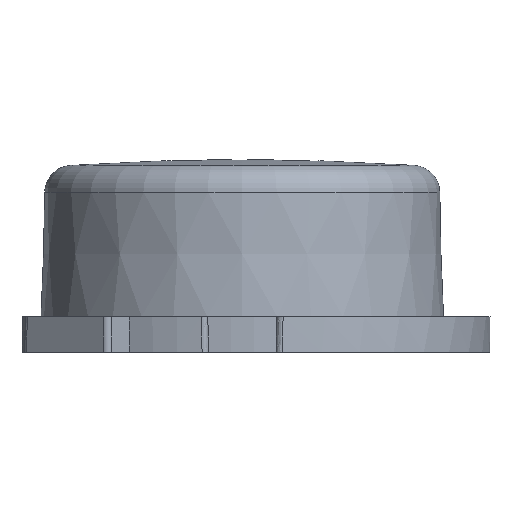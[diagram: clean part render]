
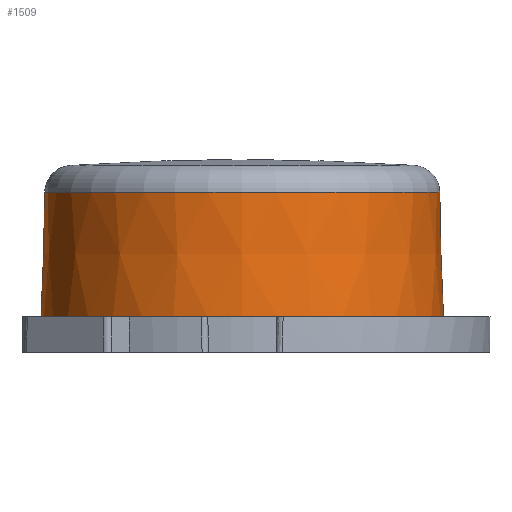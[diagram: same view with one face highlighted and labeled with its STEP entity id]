
A CAD part, left-side view. The second image highlights one B-rep face of the part: STEP entity #1509.
In plain terms, the highlighted conical face has half-angle 1.7 degrees and reference radius 3.675 mm.
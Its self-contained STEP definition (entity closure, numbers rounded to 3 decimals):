
#41=CONICAL_SURFACE('',#1657,3.675,0.03);
#65=CIRCLE('',#1592,3.656);
#100=CIRCLE('',#1658,3.589);
#101=CIRCLE('',#1659,3.589);
#164=LINE('',#2712,#213);
#213=VECTOR('',#1905,3.675);
#282=FACE_OUTER_BOUND('',#369,.T.);
#369=EDGE_LOOP('',(#1125,#1126,#1127,#1128,#1129));
#566=VERTEX_POINT('',#2296);
#625=VERTEX_POINT('',#2709);
#626=VERTEX_POINT('',#2710);
#732=EDGE_CURVE('',#566,#566,#65,.T.);
#819=EDGE_CURVE('',#625,#626,#100,.T.);
#820=EDGE_CURVE('',#625,#566,#164,.T.);
#821=EDGE_CURVE('',#626,#625,#101,.T.);
#1125=ORIENTED_EDGE('',*,*,#819,.F.);
#1126=ORIENTED_EDGE('',*,*,#820,.T.);
#1127=ORIENTED_EDGE('',*,*,#732,.F.);
#1128=ORIENTED_EDGE('',*,*,#820,.F.);
#1129=ORIENTED_EDGE('',*,*,#821,.F.);
#1509=ADVANCED_FACE('',(#282),#41,.T.);
#1592=AXIS2_PLACEMENT_3D('',#2297,#1750,#1751);
#1657=AXIS2_PLACEMENT_3D('',#2708,#1901,#1902);
#1658=AXIS2_PLACEMENT_3D('',#2711,#1903,#1904);
#1659=AXIS2_PLACEMENT_3D('',#2713,#1906,#1907);
#1750=DIRECTION('center_axis',(0.,0.,-1.));
#1751=DIRECTION('ref_axis',(1.,0.,0.));
#1901=DIRECTION('center_axis',(0.,0.,-1.));
#1902=DIRECTION('ref_axis',(1.,0.,0.));
#1903=DIRECTION('center_axis',(0.,0.,1.));
#1904=DIRECTION('ref_axis',(1.,0.,0.));
#1905=DIRECTION('',(-0.03,0.,-1.));
#1906=DIRECTION('center_axis',(0.,0.,1.));
#1907=DIRECTION('ref_axis',(1.,0.,0.));
#2296=CARTESIAN_POINT('',(-3.656,0.,0.65));
#2297=CARTESIAN_POINT('Origin',(0.,0.,0.65));
#2708=CARTESIAN_POINT('Origin',(0.,0.,0.));
#2709=CARTESIAN_POINT('',(-3.589,0.,2.912));
#2710=CARTESIAN_POINT('',(3.589,0.,2.912));
#2711=CARTESIAN_POINT('Origin',(0.,0.,2.912));
#2712=CARTESIAN_POINT('',(-3.675,0.,0.));
#2713=CARTESIAN_POINT('Origin',(0.,0.,2.912));
